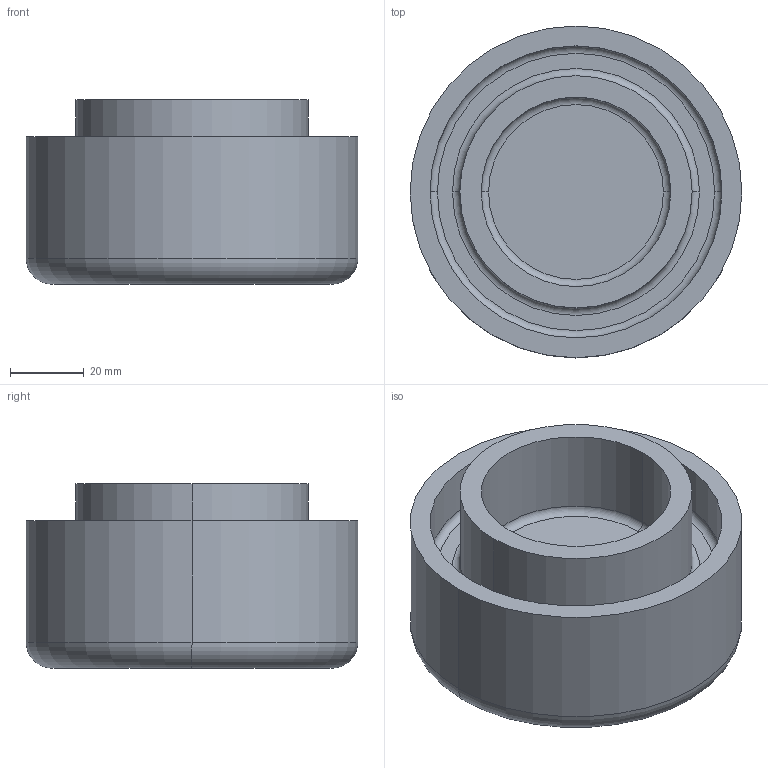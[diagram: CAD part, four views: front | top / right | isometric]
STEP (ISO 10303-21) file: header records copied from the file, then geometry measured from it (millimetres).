
FILE_DESCRIPTION (( 'STEP AP203' ), '1' );
FILE_NAME ('--7873532.STEP', '2015-03-20T18:22:12', ( 'enduser' ), ( '' ), 'SwSTEP 2.0', 'SolidWorks 2014', '' );
FILE_SCHEMA (( 'CONFIG_CONTROL_DESIGN' ));
Length unit declared in the file: millimetre
Products named in the file (1): --7873532
Bounding box: 90 x 90 x 50 mm (x, y, z)
Volume: 204277.4 mm3; surface area: 35355.2 mm2
Topology: 1 solids, 1 shells, 21 faces, 40 edges, 24 vertices
Faces by surface type: torus 8, cylinder 8, plane 5
Entity records: 619 total; most frequent: DIRECTION 116, CARTESIAN_POINT 86, ORIENTED_EDGE 80, AXIS2_PLACEMENT_3D 54, EDGE_CURVE 40, CIRCLE 32, EDGE_LOOP 24, VERTEX_POINT 24
